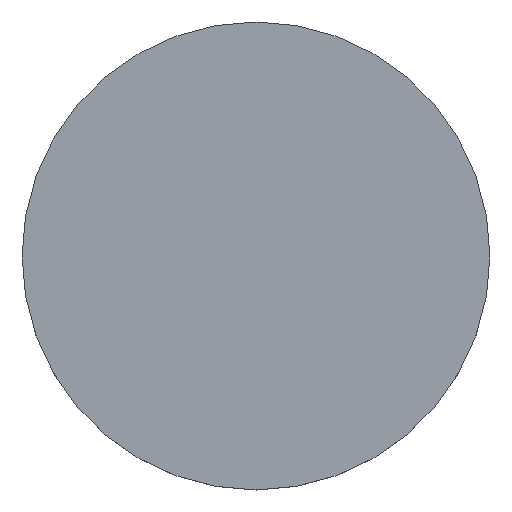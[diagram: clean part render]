
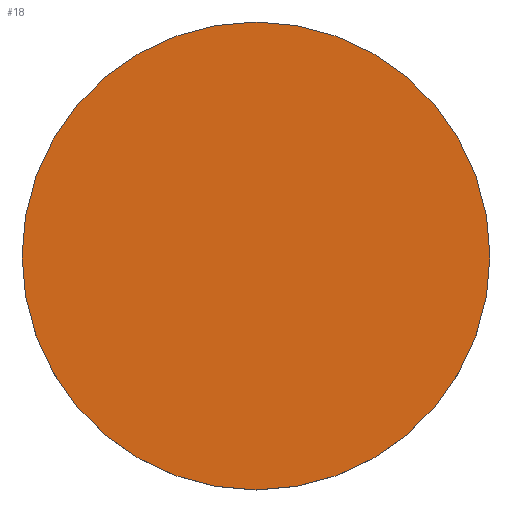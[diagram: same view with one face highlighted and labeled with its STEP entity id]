
A CAD part, top view. The second image highlights one B-rep face of the part: STEP entity #18.
In plain terms, the highlighted planar face has unit normal (0, 0, 1).
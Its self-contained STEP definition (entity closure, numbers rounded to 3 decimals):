
#3 = AXIS2_PLACEMENT_3D ( 'NONE', #91, #179, #198 ) ;
#18 = ADVANCED_FACE ( 'NONE', ( #219 ), #188, .T. ) ;
#23 = DIRECTION ( 'NONE',  ( 0., 0., 1. ) ) ;
#24 = DIRECTION ( 'NONE',  ( 1., 0., 0. ) ) ;
#28 = CARTESIAN_POINT ( 'NONE',  ( 0., 0., 7.9 ) ) ;
#72 = VERTEX_POINT ( 'NONE', #99 ) ;
#81 = AXIS2_PLACEMENT_3D ( 'NONE', #142, #23, #24 ) ;
#91 = CARTESIAN_POINT ( 'NONE',  ( 0., 0., 7.9 ) ) ;
#99 = CARTESIAN_POINT ( 'NONE',  ( 38.1, 0., 7.9 ) ) ;
#114 = EDGE_LOOP ( 'NONE', ( #119, #177 ) ) ;
#119 = ORIENTED_EDGE ( 'NONE', *, *, #154, .F. ) ;
#125 = VERTEX_POINT ( 'NONE', #145 ) ;
#142 = CARTESIAN_POINT ( 'NONE',  ( 0., 77.928, 7.9 ) ) ;
#145 = CARTESIAN_POINT ( 'NONE',  ( -38.1, 0., 7.9 ) ) ;
#154 = EDGE_CURVE ( 'NONE', #72, #125, #223, .T. ) ;
#164 = DIRECTION ( 'NONE',  ( 1., 0., 0. ) ) ;
#177 = ORIENTED_EDGE ( 'NONE', *, *, #185, .F. ) ;
#179 = DIRECTION ( 'NONE',  ( 0., 0., -1. ) ) ;
#185 = EDGE_CURVE ( 'NONE', #125, #72, #205, .T. ) ;
#188 = PLANE ( 'NONE',  #81 ) ;
#198 = DIRECTION ( 'NONE',  ( 1., 0., 0. ) ) ;
#205 = CIRCLE ( 'NONE', #3, 38.1 ) ;
#213 = AXIS2_PLACEMENT_3D ( 'NONE', #28, #226, #164 ) ;
#219 = FACE_OUTER_BOUND ( 'NONE', #114, .T. ) ;
#223 = CIRCLE ( 'NONE', #213, 38.1 ) ;
#226 = DIRECTION ( 'NONE',  ( 0., 0., -1. ) ) ;
